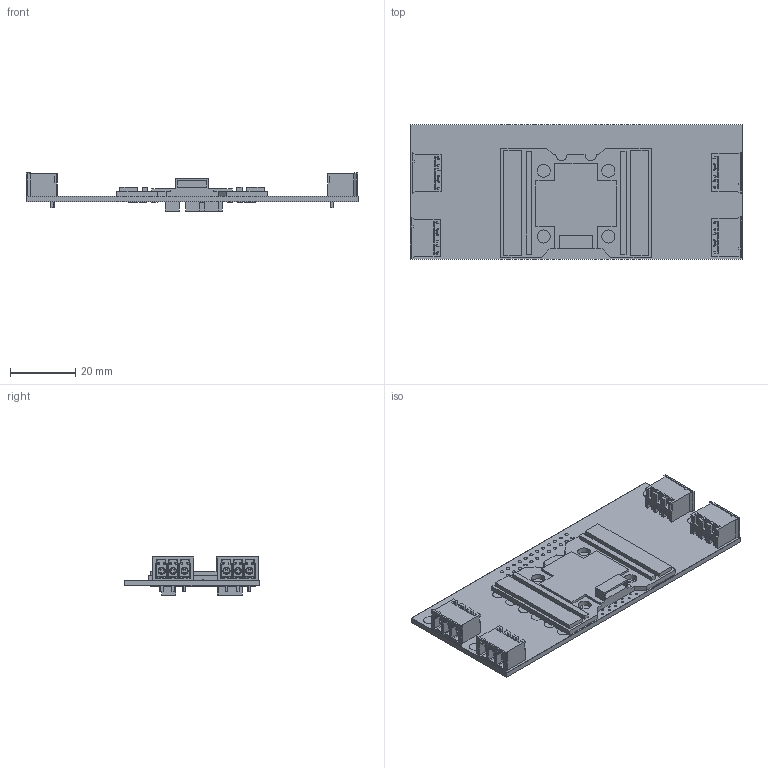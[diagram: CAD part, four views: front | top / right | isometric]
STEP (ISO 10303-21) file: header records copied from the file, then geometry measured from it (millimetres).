
FILE_DESCRIPTION(/* description */ (''),/* implementation_level */ '2;1');
FILE_NAME(/* name */ '223c44c7-c4bc-44ab-bdc7-4e32c283ed4f.stp',/* time_stamp */ '2021-01-08T21:54:33+00:00',/* author */ (''),/* organization */ (''),/* preprocessor_version */ 'ST-DEVELOPER v18.1',/* originating_system */ 'Autodesk Translation Framework v9.7.1.1290',/* authorisation */ '');
FILE_SCHEMA (('AUTOMOTIVE_DESIGN { 1 0 10303 214 3 1 1 }'));
Length unit declared in the file: millimetre
Products named in the file (8): 223c44c7-c4bc-44ab-bdc7-4e32c283ed4f; PCB Component; Board; LUMENIER_QUAD; 150uF; 284512-3; 6-32-HOLE; BACKPLANE_ESC_ADAPTER_PWRESC
Assembly tree (16 placements, depth 3):
  223c44c7-c4bc-44ab-bdc7-4e32c283ed4f
    PCB Component
      Board
      LUMENIER_QUAD
      150uF  x4
      284512-3  x4
      6-32-HOLE  x4
      BACKPLANE_ESC_ADAPTER_PWRESC
Bounding box: 101.6 x 41.15 x 11.64 mm (x, y, z)
Volume: 11519.7 mm3; surface area: 25092.8 mm2
Topology: 11 solids, 11 shells, 1312 faces, 3296 edges, 2064 vertices
Faces by surface type: plane 789, cylinder 427, sphere 72, cone 12, torus 12
Full cylindrical faces by diameter (mm): 0.6 x15, 1.016 x24, 1.2 x12, 3.5 x12, 3.81 x4, 4 x4
Entity records: 16326 total; most frequent: CARTESIAN_POINT 2892, DIRECTION 2707, ORIENTED_EDGE 2656, EDGE_CURVE 1328, LINE 1001, VECTOR 1001, AXIS2_PLACEMENT_3D 853, VERTEX_POINT 852
